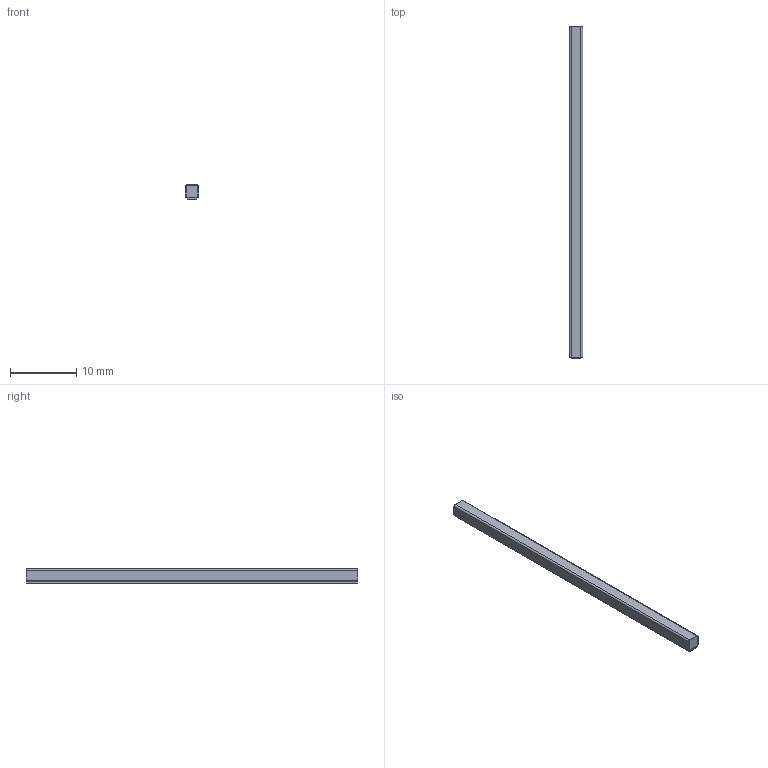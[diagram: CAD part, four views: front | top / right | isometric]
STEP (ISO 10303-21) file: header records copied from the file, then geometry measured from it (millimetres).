
FILE_DESCRIPTION( ( 'Unknown' ), '1' );
FILE_NAME( '3020202.stp', 'Unknown', ( 'Unknown' ), ( 'Unknown' ), 'XStep 1.0', 'Unknown', ' ' );
FILE_SCHEMA( ( 'automotive_design' ) );
Length unit declared in the file: millimetre
Products named in the file (1): 1
Bounding box: 2 x 50 x 2.2 mm (x, y, z)
Volume: 212.3 mm3; surface area: 407.1 mm2
Topology: 1 solids, 1 shells, 34 faces, 86 edges, 56 vertices
Faces by surface type: plane 22, cylinder 12
Entity records: 1310 total; most frequent: DIRECTION 180, CARTESIAN_POINT 177, ORIENTED_EDGE 172, EDGE_CURVE 86, LINE 62, VECTOR 62, AXIS2_PLACEMENT_3D 59, VERTEX_POINT 56
